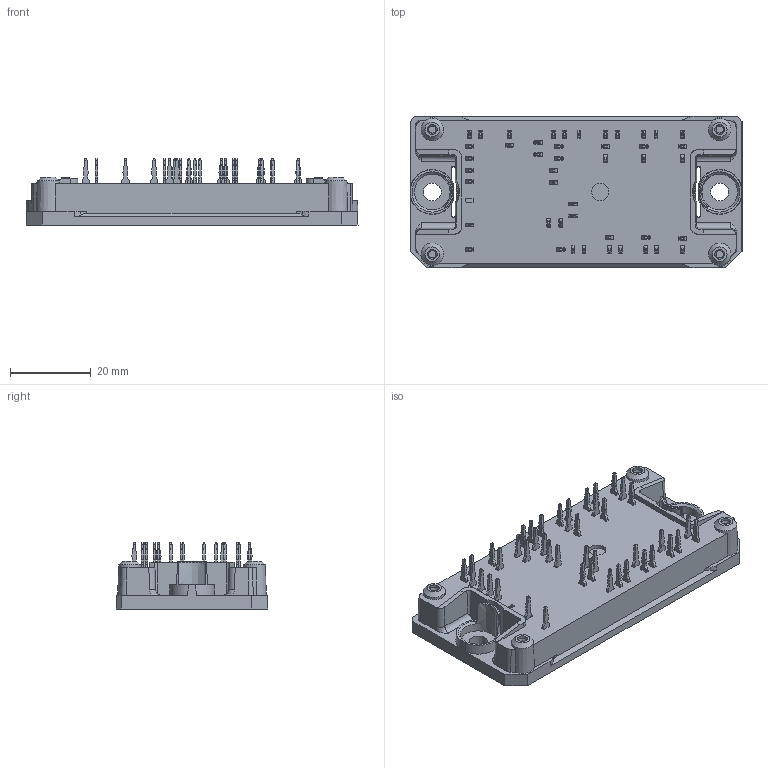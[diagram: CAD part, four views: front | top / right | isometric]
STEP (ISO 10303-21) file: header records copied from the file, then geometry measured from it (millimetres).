
FILE_DESCRIPTION(/* description */ ('Unknown'),/* implementation_level */ '2;1');
FILE_NAME(/* name */ 'Flow1-4T12TB-LH50(450)-01-OL',/* time_stamp */ '2018-07-04T13:58:07+02:00',/* author */ ('Unknown'),/* organization */ ('Unknown'),/* preprocessor_version */ 'ST-DEVELOPER v16.7',/* originating_system */ 'DEX',/* authorisation */ $);
FILE_SCHEMA (('AUTOMOTIVE_DESIGN {1 0 10303 214 3 1 1}'));
Products named in the file (1): Flow1-4T12TB-LH50-01-OL
Bounding box: 82 x 37.4 x 16.43 mm (x, y, z)
Volume: 25852.1 mm3; surface area: 12345 mm2
Topology: 1 solids, 1 shells, 2186 faces, 5846 edges, 3759 vertices
Faces by surface type: plane 1242, cylinder 691, cone 218, bspline 23, sphere 8, torus 4
Full cylindrical faces by diameter (mm): 2.4 x4, 4.3 x1, 4.4 x2
Entity records: 83247 total; most frequent: CARTESIAN_POINT 12432, DIRECTION 11702, ORIENTED_EDGE 11588, EDGE_CURVE 5794, LINE 4022, VECTOR 4022, AXIS2_PLACEMENT_3D 3840, VERTEX_POINT 3740
